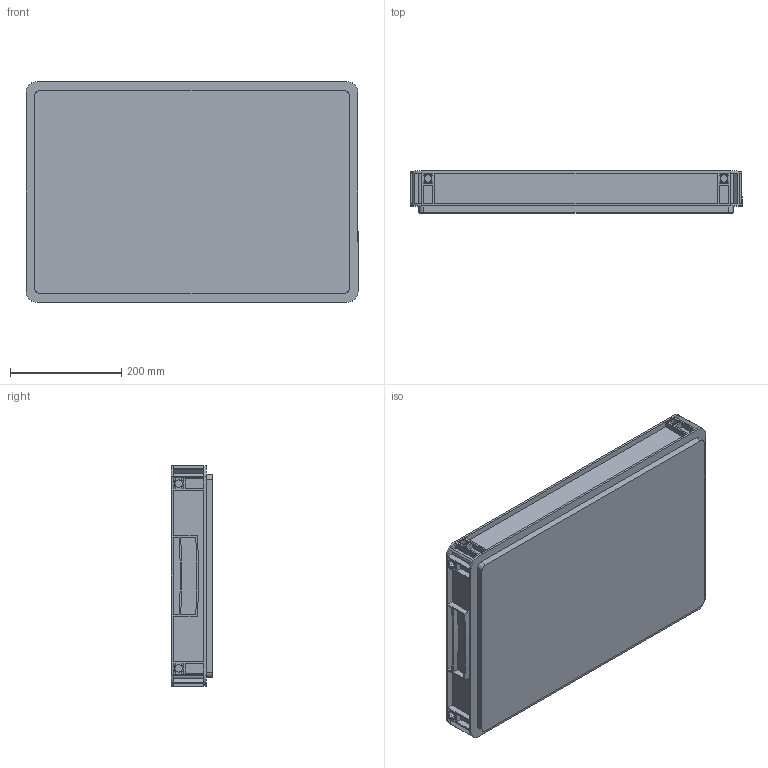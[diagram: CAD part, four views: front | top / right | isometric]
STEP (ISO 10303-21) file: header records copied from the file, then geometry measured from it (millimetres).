
FILE_DESCRIPTION (( 'STEP AP214' ), '1' );
FILE_NAME ('60 x 40 x 7,5 - EG 64-75 HG (All closed) [similar].STEP', '2022-04-17T16:00:18', ( '' ), ( '' ), 'SwSTEP 2.0', 'SolidWorks 2021', '' );
FILE_SCHEMA (( 'AUTOMOTIVE_DESIGN' ));
Length unit declared in the file: millimetre
Products named in the file (1): 60 x 40 x 7,5 - EG 64-75 HG (All closed) [similar]
Bounding box: 598 x 75 x 398 mm (x, y, z)
Volume: 1643624.9 mm3; surface area: 836935.4 mm2
Topology: 1 solids, 1 shells, 421 faces, 1080 edges, 720 vertices
Faces by surface type: plane 277, cylinder 144
Entity records: 12832 total; most frequent: DIRECTION 2228, CARTESIAN_POINT 2222, ORIENTED_EDGE 2160, EDGE_CURVE 1080, LINE 776, VECTOR 776, AXIS2_PLACEMENT_3D 726, VERTEX_POINT 720
